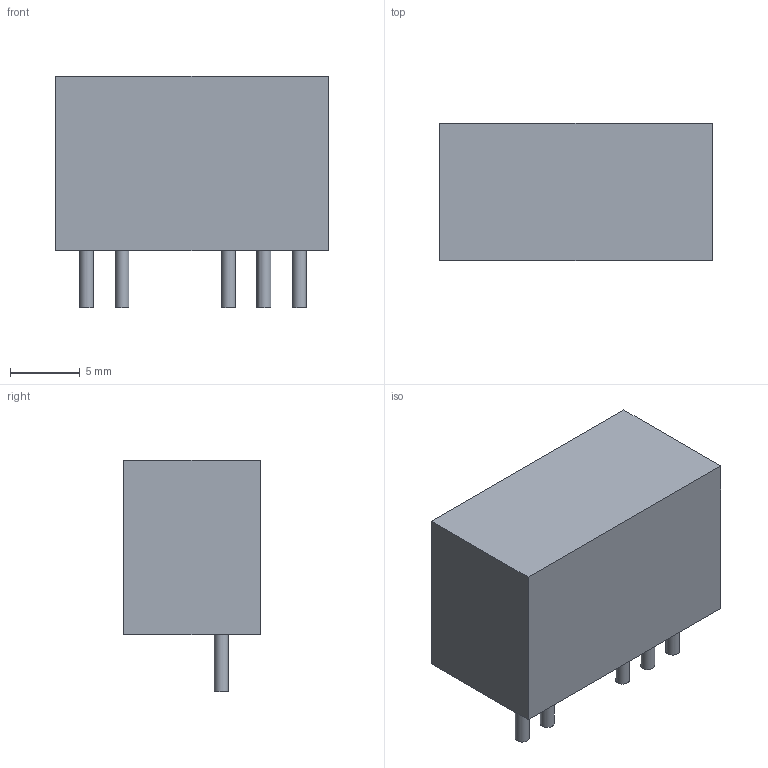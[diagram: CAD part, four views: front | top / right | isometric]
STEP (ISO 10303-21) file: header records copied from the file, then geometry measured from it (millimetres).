
FILE_DESCRIPTION(('FreeCAD Model'),'2;1');
FILE_NAME('QA01c.step','2017-08-03T15:30:52',( 'kicad StepUp'),('ksu MCAD'),'Open CASCADE STEP processor 6.8', 'FreeCAD','Unknown');
FILE_SCHEMA(('AUTOMOTIVE_DESIGN_CC2 { 1 2 10303 214 -1 1 5 4 }'));
Length unit declared in the file: millimetre
Products named in the file (2): ASSEMBLY; QA01c
Assembly tree (1 placements, depth 2):
  ASSEMBLY
    QA01c
Bounding box: 19.5 x 9.8 x 16.6 mm (x, y, z)
Volume: 2404.9 mm3; surface area: 1187 mm2
Topology: 6 solids, 6 shells, 21 faces, 27 edges, 18 vertices
Faces by surface type: plane 16, cylinder 5
Full cylindrical faces by diameter (mm): 1 x5
Entity records: 505 total; most frequent: DIRECTION 83, CARTESIAN_POINT 68, ORIENTED_EDGE 54, AXIS2_PLACEMENT_3D 33, EDGE_CURVE 27, ADVANCED_FACE 21, FACE_BOUND 21, EDGE_LOOP 21
